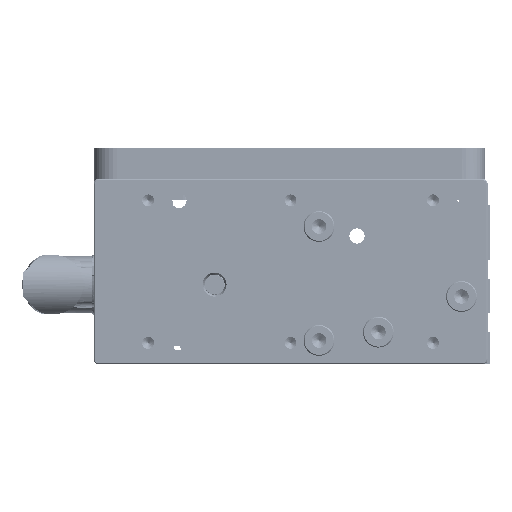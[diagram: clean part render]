
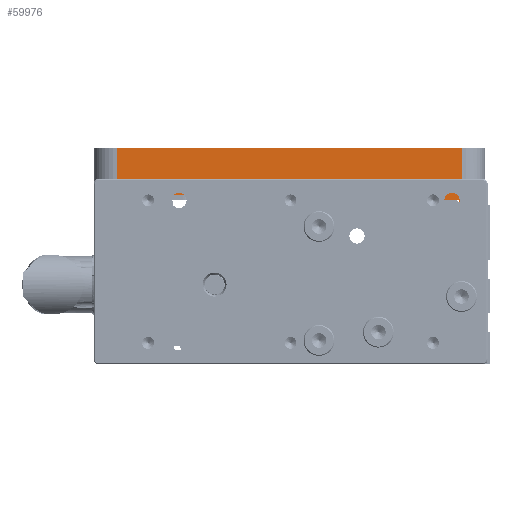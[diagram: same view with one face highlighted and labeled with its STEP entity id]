
A CAD part, left-side view. The second image highlights one B-rep face of the part: STEP entity #59976.
In plain terms, the highlighted planar face has unit normal (-1, 0, 0).
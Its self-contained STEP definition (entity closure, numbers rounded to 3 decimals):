
#3483 = EDGE_CURVE ( 'NONE', #168283, #162682, #47356, .T. ) ;
#4001 = ORIENTED_EDGE ( 'NONE', *, *, #120974, .F. ) ;
#4913 = VERTEX_POINT ( 'NONE', #144768 ) ;
#7543 = DIRECTION ( 'NONE',  ( 0., -1., 0. ) ) ;
#8568 = VECTOR ( 'NONE', #180944, 1000. ) ;
#9220 = ORIENTED_EDGE ( 'NONE', *, *, #145198, .F. ) ;
#10060 = CARTESIAN_POINT ( 'NONE',  ( -100., 85., 2. ) ) ;
#10657 = DIRECTION ( 'NONE',  ( 1., 0., 0. ) ) ;
#11607 = LINE ( 'NONE', #136168, #115538 ) ;
#12179 = CARTESIAN_POINT ( 'NONE',  ( -100., -19.5, 0. ) ) ;
#17490 = VERTEX_POINT ( 'NONE', #26228 ) ;
#18944 = CARTESIAN_POINT ( 'NONE',  ( -100., -23.5, 2.5 ) ) ;
#22343 = DIRECTION ( 'NONE',  ( 0., 1., 0. ) ) ;
#23585 = EDGE_CURVE ( 'NONE', #86299, #171935, #195433, .T. ) ;
#23821 = CARTESIAN_POINT ( 'NONE',  ( -100., -7., 2. ) ) ;
#23926 = DIRECTION ( 'NONE',  ( 1., 0., 0. ) ) ;
#24054 = VECTOR ( 'NONE', #121846, 1000. ) ;
#24956 = VECTOR ( 'NONE', #123173, 1000. ) ;
#26228 = CARTESIAN_POINT ( 'NONE',  ( -100., -19.5, 2.5 ) ) ;
#28890 = CARTESIAN_POINT ( 'NONE',  ( -100., -60., 22. ) ) ;
#31182 = ORIENTED_EDGE ( 'NONE', *, *, #62062, .F. ) ;
#38266 = VECTOR ( 'NONE', #89998, 1000. ) ;
#40466 = LINE ( 'NONE', #133369, #81035 ) ;
#40940 = DIRECTION ( 'NONE',  ( 0., 0., -1. ) ) ;
#41039 = CARTESIAN_POINT ( 'NONE',  ( -100., -59., -4. ) ) ;
#45234 = CARTESIAN_POINT ( 'NONE',  ( -100., 85., 22. ) ) ;
#47356 = LINE ( 'NONE', #127982, #169497 ) ;
#48210 = ORIENTED_EDGE ( 'NONE', *, *, #135810, .T. ) ;
#52846 = ORIENTED_EDGE ( 'NONE', *, *, #133223, .T. ) ;
#53697 = LINE ( 'NONE', #159947, #157381 ) ;
#55034 = LINE ( 'NONE', #115366, #63020 ) ;
#55199 = CARTESIAN_POINT ( 'NONE',  ( -100., -19.5, 2.5 ) ) ;
#59940 = ORIENTED_EDGE ( 'NONE', *, *, #23585, .T. ) ;
#59976 = ADVANCED_FACE ( 'NONE', ( #73932 ), #150560, .F. ) ;
#62062 = EDGE_CURVE ( 'NONE', #72992, #17490, #55034, .T. ) ;
#63020 = VECTOR ( 'NONE', #117374, 1000. ) ;
#68922 = ORIENTED_EDGE ( 'NONE', *, *, #3483, .T. ) ;
#69711 = VERTEX_POINT ( 'NONE', #41039 ) ;
#71562 = LINE ( 'NONE', #161508, #8568 ) ;
#71712 = DIRECTION ( 'NONE',  ( 0., -1., 0. ) ) ;
#72992 = VERTEX_POINT ( 'NONE', #18944 ) ;
#73932 = FACE_OUTER_BOUND ( 'NONE', #185219, .T. ) ;
#74237 = VERTEX_POINT ( 'NONE', #12179 ) ;
#75336 = CARTESIAN_POINT ( 'NONE',  ( -100., -33.75, 0. ) ) ;
#76805 = EDGE_CURVE ( 'NONE', #186188, #169304, #40466, .T. ) ;
#77578 = DIRECTION ( 'NONE',  ( 0., 0., 1. ) ) ;
#78513 = VERTEX_POINT ( 'NONE', #103005 ) ;
#81035 = VECTOR ( 'NONE', #102752, 1000. ) ;
#82823 = ORIENTED_EDGE ( 'NONE', *, *, #188247, .F. ) ;
#83202 = CARTESIAN_POINT ( 'NONE',  ( -100., -59., -4. ) ) ;
#85672 = CARTESIAN_POINT ( 'NONE',  ( -100., 95., 0. ) ) ;
#86299 = VERTEX_POINT ( 'NONE', #10060 ) ;
#89122 = CARTESIAN_POINT ( 'NONE',  ( -100., -23.5, 0. ) ) ;
#89998 = DIRECTION ( 'NONE',  ( 0., -1., 0. ) ) ;
#90361 = CIRCLE ( 'NONE', #113223, 2. ) ;
#91902 = LINE ( 'NONE', #109235, #136876 ) ;
#93202 = CARTESIAN_POINT ( 'NONE',  ( -100., -7., 0. ) ) ;
#95307 = DIRECTION ( 'NONE',  ( 0., -1., 0. ) ) ;
#102752 = DIRECTION ( 'NONE',  ( 0., -1., 0. ) ) ;
#103005 = CARTESIAN_POINT ( 'NONE',  ( -100., -59., 0. ) ) ;
#108380 = ORIENTED_EDGE ( 'NONE', *, *, #183588, .T. ) ;
#109235 = CARTESIAN_POINT ( 'NONE',  ( -100., -59., -4. ) ) ;
#110685 = ORIENTED_EDGE ( 'NONE', *, *, #157442, .T. ) ;
#113223 = AXIS2_PLACEMENT_3D ( 'NONE', #193976, #195947, #22343 ) ;
#115366 = CARTESIAN_POINT ( 'NONE',  ( -100., -19.5, 2.5 ) ) ;
#115538 = VECTOR ( 'NONE', #7543, 1000. ) ;
#117374 = DIRECTION ( 'NONE',  ( 0., 1., 0. ) ) ;
#120312 = EDGE_CURVE ( 'NONE', #171935, #122968, #90361, .T. ) ;
#120974 = EDGE_CURVE ( 'NONE', #168283, #72992, #71562, .T. ) ;
#121846 = DIRECTION ( 'NONE',  ( 0., 0., -1. ) ) ;
#122678 = CARTESIAN_POINT ( 'NONE',  ( -100., -60., -4. ) ) ;
#122968 = VERTEX_POINT ( 'NONE', #93202 ) ;
#123173 = DIRECTION ( 'NONE',  ( 0., -1., 0. ) ) ;
#124852 = ORIENTED_EDGE ( 'NONE', *, *, #192448, .T. ) ;
#124857 = LINE ( 'NONE', #45234, #24054 ) ;
#125059 = VECTOR ( 'NONE', #40940, 1000. ) ;
#127982 = CARTESIAN_POINT ( 'NONE',  ( -100., 95., 0. ) ) ;
#131861 = LINE ( 'NONE', #55199, #125059 ) ;
#133223 = EDGE_CURVE ( 'NONE', #122968, #74237, #11607, .T. ) ;
#133369 = CARTESIAN_POINT ( 'NONE',  ( -100., 95., 22. ) ) ;
#135810 = EDGE_CURVE ( 'NONE', #69711, #144173, #162816, .T. ) ;
#136168 = CARTESIAN_POINT ( 'NONE',  ( -100., 95., 0. ) ) ;
#136876 = VECTOR ( 'NONE', #77578, 1000. ) ;
#144173 = VERTEX_POINT ( 'NONE', #122678 ) ;
#144499 = DIRECTION ( 'NONE',  ( 0., 1., 0. ) ) ;
#144768 = CARTESIAN_POINT ( 'NONE',  ( -100., -49.75, 0. ) ) ;
#144903 = EDGE_CURVE ( 'NONE', #186188, #86299, #124857, .T. ) ;
#145198 = EDGE_CURVE ( 'NONE', #17490, #74237, #131861, .T. ) ;
#145736 = VECTOR ( 'NONE', #71712, 1000. ) ;
#149555 = CARTESIAN_POINT ( 'NONE',  ( -100., 95., 22. ) ) ;
#150560 = PLANE ( 'NONE',  #189908 ) ;
#157381 = VECTOR ( 'NONE', #175350, 1000. ) ;
#157442 = EDGE_CURVE ( 'NONE', #4913, #78513, #180743, .T. ) ;
#158374 = ORIENTED_EDGE ( 'NONE', *, *, #144903, .T. ) ;
#159947 = CARTESIAN_POINT ( 'NONE',  ( -100., -60., 22. ) ) ;
#160580 = AXIS2_PLACEMENT_3D ( 'NONE', #193566, #23926, #144499 ) ;
#161508 = CARTESIAN_POINT ( 'NONE',  ( -100., -23.5, 2.5 ) ) ;
#162682 = VERTEX_POINT ( 'NONE', #75336 ) ;
#162816 = LINE ( 'NONE', #83202, #38266 ) ;
#163827 = DIRECTION ( 'NONE',  ( 0., 1., 0. ) ) ;
#168283 = VERTEX_POINT ( 'NONE', #89122 ) ;
#169304 = VERTEX_POINT ( 'NONE', #28890 ) ;
#169497 = VECTOR ( 'NONE', #95307, 1000. ) ;
#171935 = VERTEX_POINT ( 'NONE', #198051 ) ;
#175350 = DIRECTION ( 'NONE',  ( 0., 0., 1. ) ) ;
#180191 = CIRCLE ( 'NONE', #160580, 8. ) ;
#180743 = LINE ( 'NONE', #85672, #24956 ) ;
#180944 = DIRECTION ( 'NONE',  ( 0., 0., 1. ) ) ;
#183588 = EDGE_CURVE ( 'NONE', #162682, #4913, #180191, .T. ) ;
#185219 = EDGE_LOOP ( 'NONE', ( #108380, #110685, #82823, #48210, #124852, #186723, #158374, #59940, #197588, #52846, #9220, #31182, #4001, #68922 ) ) ;
#186188 = VERTEX_POINT ( 'NONE', #199174 ) ;
#186723 = ORIENTED_EDGE ( 'NONE', *, *, #76805, .F. ) ;
#188247 = EDGE_CURVE ( 'NONE', #69711, #78513, #91902, .T. ) ;
#189908 = AXIS2_PLACEMENT_3D ( 'NONE', #149555, #10657, #163827 ) ;
#192448 = EDGE_CURVE ( 'NONE', #144173, #169304, #53697, .T. ) ;
#193566 = CARTESIAN_POINT ( 'NONE',  ( -100., -41.75, 0. ) ) ;
#193976 = CARTESIAN_POINT ( 'NONE',  ( -100., -5., 0. ) ) ;
#195433 = LINE ( 'NONE', #23821, #145736 ) ;
#195947 = DIRECTION ( 'NONE',  ( 1., 0., 0. ) ) ;
#197588 = ORIENTED_EDGE ( 'NONE', *, *, #120312, .T. ) ;
#198051 = CARTESIAN_POINT ( 'NONE',  ( -100., -5., 2. ) ) ;
#199174 = CARTESIAN_POINT ( 'NONE',  ( -100., 85., 22. ) ) ;
